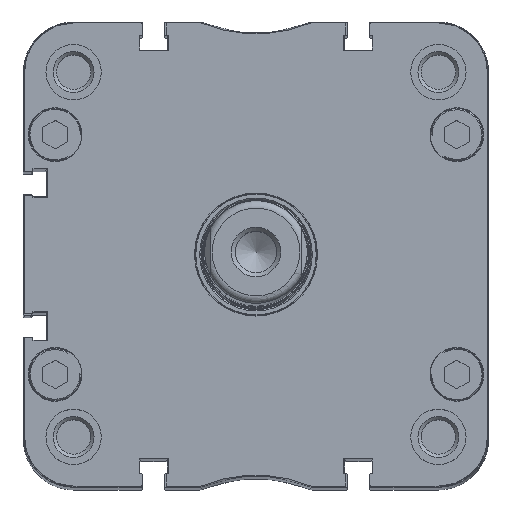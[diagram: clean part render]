
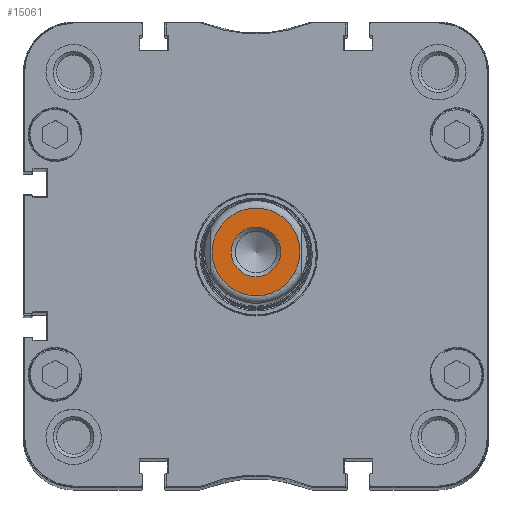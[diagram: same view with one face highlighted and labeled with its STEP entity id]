
A CAD part, top view. The second image highlights one B-rep face of the part: STEP entity #15061.
In plain terms, the highlighted face is planar.
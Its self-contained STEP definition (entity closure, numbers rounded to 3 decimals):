
#15010=CARTESIAN_POINT('',(0.,0.,6.053));
#15011=VERTEX_POINT('',#15010);
#15012=CARTESIAN_POINT('',(0.,0.,0.0));
#15013=DIRECTION('',(-1.0,0.0,0.0));
#15014=DIRECTION('',(0.0,0.0,-1.0));
#15015=AXIS2_PLACEMENT_3D('',#15012,#15013,#15014);
#15016=CIRCLE('',#15015,6.053);
#15017=EDGE_CURVE('',#15011,#15011,#15016,.T.);
#15042=CARTESIAN_POINT('',(0.,5.35,0.0));
#15043=DIRECTION('',(-1.0,0.0,0.0));
#15044=DIRECTION('',(0.0,0.0,1.0));
#15045=AXIS2_PLACEMENT_3D('',#15042,#15043,#15044);
#15046=PLANE('',#15045);
#15047=CARTESIAN_POINT('',(0.,10.7,0.0));
#15048=VERTEX_POINT('',#15047);
#15049=CARTESIAN_POINT('',(0.0,0.0,0.0));
#15050=DIRECTION('',(1.0,0.0,0.0));
#15051=DIRECTION('',(0.0,1.0,0.0));
#15052=AXIS2_PLACEMENT_3D('',#15049,#15050,#15051);
#15053=CIRCLE('',#15052,10.7);
#15054=EDGE_CURVE('',#15048,#15048,#15053,.T.);
#15055=ORIENTED_EDGE('',*,*,#15054,.F.);
#15056=EDGE_LOOP('',(#15055));
#15057=FACE_OUTER_BOUND('',#15056,.T.);
#15058=ORIENTED_EDGE('',*,*,#15017,.F.);
#15059=EDGE_LOOP('',(#15058));
#15060=FACE_BOUND('',#15059,.T.);
#15061=ADVANCED_FACE('',(#15057,#15060),#15046,.T.);
